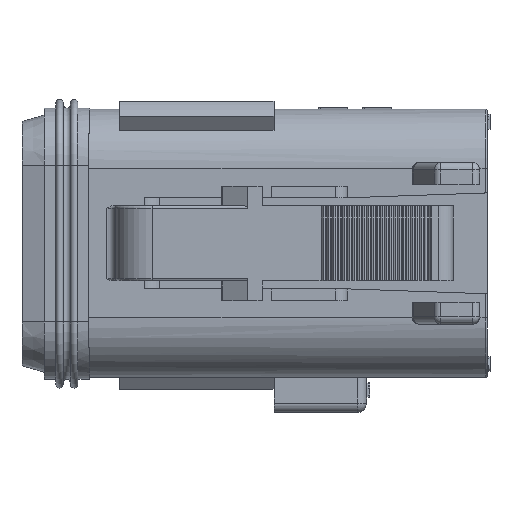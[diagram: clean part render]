
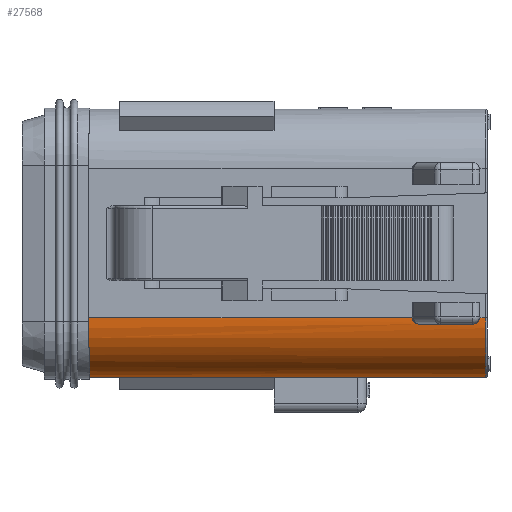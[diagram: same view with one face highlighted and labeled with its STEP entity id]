
A CAD part, left-side view. The second image highlights one B-rep face of the part: STEP entity #27568.
In plain terms, the highlighted cylindrical face has radius 4.05 mm (diameter 8.1 mm), a partial arc.
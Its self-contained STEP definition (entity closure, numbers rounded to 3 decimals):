
#3414=CARTESIAN_POINT('',(-11.825,0.1,-5.075));
#3415=DIRECTION('',(0.,1.,0.));
#3416=DIRECTION('',(0.,0.,-1.));
#3417=AXIS2_PLACEMENT_3D('',#3414,#3415,#3416);
#3493=CARTESIAN_POINT('',(-11.825,27.05,-5.075));
#3494=DIRECTION('',(0.,-1.,0.));
#3495=DIRECTION('',(-0.869,0.,-0.495));
#3496=AXIS2_PLACEMENT_3D('',#3493,#3494,#3495);
#3517=DIRECTION('',(0.,-1.,0.));
#3518=VECTOR('',#3517,22.006);
#3519=CARTESIAN_POINT('',(-15.875,27.1,-5.075));
#3520=LINE('',#3519,#3518);
#3521=CARTESIAN_POINT('',(-15.875,5.094,-5.075));
#3522=CARTESIAN_POINT('',(-15.875,5.087,-5.123));
#3523=CARTESIAN_POINT('',(-15.873,5.06,
-5.213));
#3524=CARTESIAN_POINT('',(-15.867,4.981,
-5.334));
#3525=CARTESIAN_POINT('',(-15.86,4.873,
-5.427));
#3526=CARTESIAN_POINT('',(-15.854,4.741,
-5.487));
#3527=CARTESIAN_POINT('',(-15.853,4.648,-5.5));
#3528=CARTESIAN_POINT('',(-15.853,4.6,-5.5));
#3530=DIRECTION('',(0.,-1.,0.));
#3531=VECTOR('',#3530,3.6);
#3532=CARTESIAN_POINT('',(-15.853,4.6,-5.5));
#3533=LINE('',#3532,#3531);
#3534=CARTESIAN_POINT('',(-15.853,1.,-5.5));
#3535=CARTESIAN_POINT('',(-15.853,0.952,-5.5));
#3536=CARTESIAN_POINT('',(-15.854,0.86,
-5.487));
#3537=CARTESIAN_POINT('',(-15.86,0.727,
-5.427));
#3538=CARTESIAN_POINT('',(-15.867,0.619,
-5.334));
#3539=CARTESIAN_POINT('',(-15.873,0.54,
-5.213));
#3540=CARTESIAN_POINT('',(-15.875,0.513,
-5.123));
#3541=CARTESIAN_POINT('',(-15.875,0.506,-5.075));
#3543=DIRECTION('',(0.,-1.,0.));
#3544=VECTOR('',#3543,0.406);
#3545=CARTESIAN_POINT('',(-15.875,0.506,-5.075));
#3546=LINE('',#3545,#3544);
#3547=DIRECTION('',(0.,1.,0.));
#3548=VECTOR('',#3547,26.95);
#3549=CARTESIAN_POINT('',(-11.825,0.1,-9.125));
#3550=LINE('',#3549,#3548);
#3551=DIRECTION('',(0.,-1.,0.));
#3552=VECTOR('',#3551,0.05);
#3553=CARTESIAN_POINT('',(-15.343,27.1,-7.081));
#3554=LINE('',#3553,#3552);
#3582=CARTESIAN_POINT('',(-11.825,27.1,-5.075));
#3583=DIRECTION('',(0.,-1.,0.));
#3584=DIRECTION('',(-1.,0.,0.));
#3585=AXIS2_PLACEMENT_3D('',#3582,#3583,#3584);
#21859=CARTESIAN_POINT('',(-15.875,0.1,-5.075));
#21860=VERTEX_POINT('',#21859);
#21861=CARTESIAN_POINT('',(-15.875,0.506,-5.075));
#21862=VERTEX_POINT('',#21861);
#21871=CARTESIAN_POINT('',(-15.875,5.094,-5.075));
#21872=VERTEX_POINT('',#21871);
#21873=CARTESIAN_POINT('',(-15.875,27.1,-5.075));
#21874=VERTEX_POINT('',#21873);
#21938=CARTESIAN_POINT('',(-11.825,0.1,-9.125));
#21939=VERTEX_POINT('',#21938);
#21972=CARTESIAN_POINT('',(-15.343,27.05,-7.081));
#21973=CARTESIAN_POINT('',(-11.825,27.05,-9.125));
#21974=VERTEX_POINT('',#21972);
#21975=VERTEX_POINT('',#21973);
#21992=CARTESIAN_POINT('',(-15.343,27.1,-7.081));
#21993=VERTEX_POINT('',#21992);
#21994=VERTEX_POINT('',#3528);
#21995=CARTESIAN_POINT('',(-15.853,1.,-5.5));
#21996=VERTEX_POINT('',#21995);
#27545=CARTESIAN_POINT('',(-11.825,0.,-5.075));
#27546=DIRECTION('',(0.,1.,0.));
#27547=DIRECTION('',(1.,0.,0.));
#27548=AXIS2_PLACEMENT_3D('',#27545,#27546,#27547);
#27549=CYLINDRICAL_SURFACE('',#27548,4.05);
#27550=ORIENTED_EDGE('',*,*,#27531,.F.);
#27552=ORIENTED_EDGE('',*,*,#27551,.F.);
#27554=ORIENTED_EDGE('',*,*,#27553,.F.);
#27555=ORIENTED_EDGE('',*,*,#27348,.T.);
#27557=ORIENTED_EDGE('',*,*,#27556,.T.);
#27559=ORIENTED_EDGE('',*,*,#27558,.T.);
#27561=ORIENTED_EDGE('',*,*,#27560,.T.);
#27562=ORIENTED_EDGE('',*,*,#27336,.T.);
#27563=ORIENTED_EDGE('',*,*,#27458,.F.);
#27565=ORIENTED_EDGE('',*,*,#27564,.T.);
#27566=EDGE_LOOP('',(#27550,#27552,#27554,#27555,#27557,#27559,#27561,#27562,
#27563,#27565));
#27567=FACE_OUTER_BOUND('',#27566,.F.);
#27568=ADVANCED_FACE('',(#27567),#27549,.T.);
#3418=CIRCLE('',#3417,4.05);
#3497=CIRCLE('',#3496,4.05);
#3529=B_SPLINE_CURVE_WITH_KNOTS('',3,(#3521,#3522,#3523,#3524,#3525,#3526,#3527,
#3528),.UNSPECIFIED.,.F.,.F.,(4,1,1,1,1,4),(0.,0.2,0.4,0.6,0.8,1.),
.UNSPECIFIED.);
#3542=B_SPLINE_CURVE_WITH_KNOTS('',3,(#3534,#3535,#3536,#3537,#3538,#3539,#3540,
#3541),.UNSPECIFIED.,.F.,.F.,(4,1,1,1,1,4),(0.,0.2,0.4,0.6,0.8,1.),
.UNSPECIFIED.);
#3586=CIRCLE('',#3585,4.05);
#27336=EDGE_CURVE('',#21862,#21860,#3546,.T.);
#27348=EDGE_CURVE('',#21874,#21872,#3520,.T.);
#27458=EDGE_CURVE('',#21939,#21860,#3418,.T.);
#27531=EDGE_CURVE('',#21974,#21975,#3497,.T.);
#27551=EDGE_CURVE('',#21993,#21974,#3554,.T.);
#27553=EDGE_CURVE('',#21874,#21993,#3586,.T.);
#27556=EDGE_CURVE('',#21872,#21994,#3529,.T.);
#27558=EDGE_CURVE('',#21994,#21996,#3533,.T.);
#27560=EDGE_CURVE('',#21996,#21862,#3542,.T.);
#27564=EDGE_CURVE('',#21939,#21975,#3550,.T.);
